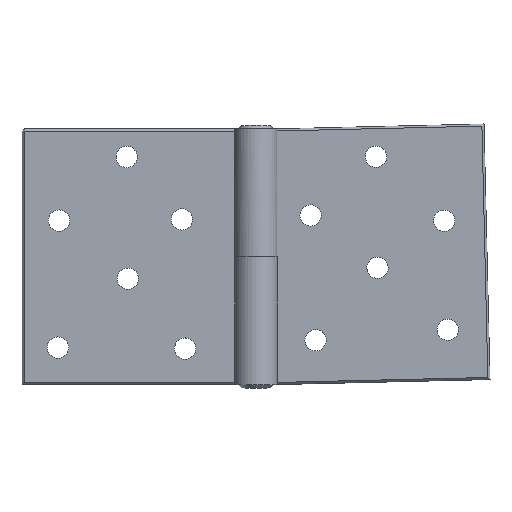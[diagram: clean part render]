
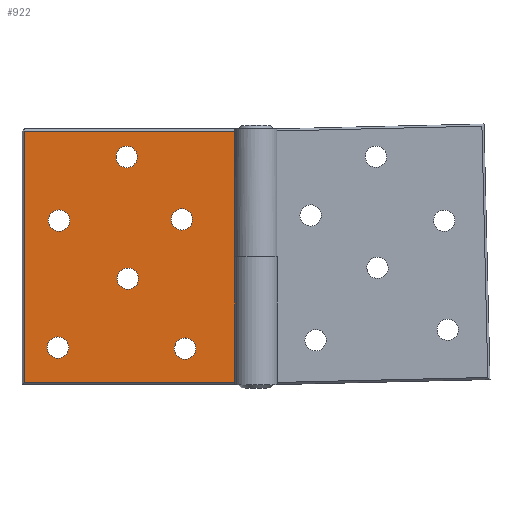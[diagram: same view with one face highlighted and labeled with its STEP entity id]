
A CAD part, top view. The second image highlights one B-rep face of the part: STEP entity #922.
In plain terms, the highlighted planar face has unit normal (0, 0, 1).
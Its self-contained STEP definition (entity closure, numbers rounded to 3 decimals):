
#55=FACE_BOUND('',#185,.T.);
#56=FACE_BOUND('',#186,.T.);
#57=FACE_BOUND('',#187,.T.);
#58=FACE_BOUND('',#188,.T.);
#59=FACE_BOUND('',#189,.T.);
#60=FACE_BOUND('',#190,.T.);
#83=CIRCLE('',#1016,2.5);
#84=CIRCLE('',#1017,2.5);
#85=CIRCLE('',#1018,2.5);
#86=CIRCLE('',#1019,2.5);
#87=CIRCLE('',#1020,2.5);
#88=CIRCLE('',#1021,2.5);
#131=FACE_OUTER_BOUND('',#184,.T.);
#184=EDGE_LOOP('',(#663,#664,#665,#666,#667));
#185=EDGE_LOOP('',(#668));
#186=EDGE_LOOP('',(#669));
#187=EDGE_LOOP('',(#670));
#188=EDGE_LOOP('',(#671));
#189=EDGE_LOOP('',(#672));
#190=EDGE_LOOP('',(#673));
#270=LINE('',#1418,#355);
#274=LINE('',#1427,#359);
#280=LINE('',#1439,#365);
#281=LINE('',#1442,#366);
#282=LINE('',#1443,#367);
#355=VECTOR('',#1132,10.);
#359=VECTOR('',#1140,10.);
#365=VECTOR('',#1150,10.);
#366=VECTOR('',#1153,10.);
#367=VECTOR('',#1154,10.);
#427=VERTEX_POINT('',#1389);
#436=VERTEX_POINT('',#1417);
#438=VERTEX_POINT('',#1423);
#443=VERTEX_POINT('',#1437);
#444=VERTEX_POINT('',#1441);
#445=VERTEX_POINT('',#1444);
#446=VERTEX_POINT('',#1446);
#447=VERTEX_POINT('',#1448);
#448=VERTEX_POINT('',#1450);
#449=VERTEX_POINT('',#1452);
#450=VERTEX_POINT('',#1454);
#518=EDGE_CURVE('',#436,#427,#270,.T.);
#523=EDGE_CURVE('',#427,#438,#274,.T.);
#529=EDGE_CURVE('',#443,#436,#280,.T.);
#530=EDGE_CURVE('',#444,#443,#281,.T.);
#531=EDGE_CURVE('',#438,#444,#282,.T.);
#532=EDGE_CURVE('',#445,#445,#83,.T.);
#533=EDGE_CURVE('',#446,#446,#84,.T.);
#534=EDGE_CURVE('',#447,#447,#85,.T.);
#535=EDGE_CURVE('',#448,#448,#86,.T.);
#536=EDGE_CURVE('',#449,#449,#87,.T.);
#537=EDGE_CURVE('',#450,#450,#88,.T.);
#663=ORIENTED_EDGE('',*,*,#523,.F.);
#664=ORIENTED_EDGE('',*,*,#518,.F.);
#665=ORIENTED_EDGE('',*,*,#529,.F.);
#666=ORIENTED_EDGE('',*,*,#530,.F.);
#667=ORIENTED_EDGE('',*,*,#531,.F.);
#668=ORIENTED_EDGE('',*,*,#532,.T.);
#669=ORIENTED_EDGE('',*,*,#533,.T.);
#670=ORIENTED_EDGE('',*,*,#534,.T.);
#671=ORIENTED_EDGE('',*,*,#535,.T.);
#672=ORIENTED_EDGE('',*,*,#536,.T.);
#673=ORIENTED_EDGE('',*,*,#537,.T.);
#888=PLANE('',#1015);
#922=ADVANCED_FACE('',(#131,#55,#56,#57,#58,#59,#60),#888,.T.);
#1015=AXIS2_PLACEMENT_3D('',#1440,#1151,#1152);
#1016=AXIS2_PLACEMENT_3D('',#1445,#1155,#1156);
#1017=AXIS2_PLACEMENT_3D('',#1447,#1157,#1158);
#1018=AXIS2_PLACEMENT_3D('',#1449,#1159,#1160);
#1019=AXIS2_PLACEMENT_3D('',#1451,#1161,#1162);
#1020=AXIS2_PLACEMENT_3D('',#1453,#1163,#1164);
#1021=AXIS2_PLACEMENT_3D('',#1455,#1165,#1166);
#1132=DIRECTION('',(0.,1.,0.));
#1140=DIRECTION('',(1.,0.,0.));
#1150=DIRECTION('',(-1.,0.,0.));
#1151=DIRECTION('center_axis',(0.,0.,1.));
#1152=DIRECTION('ref_axis',(-1.,0.,0.));
#1153=DIRECTION('',(0.,-1.,0.));
#1154=DIRECTION('',(0.,-1.,0.));
#1155=DIRECTION('center_axis',(0.,0.,-1.));
#1156=DIRECTION('ref_axis',(1.,0.,0.));
#1157=DIRECTION('center_axis',(0.,0.,-1.));
#1158=DIRECTION('ref_axis',(1.,0.,0.));
#1159=DIRECTION('center_axis',(0.,0.,-1.));
#1160=DIRECTION('ref_axis',(1.,0.,0.));
#1161=DIRECTION('center_axis',(0.,0.,-1.));
#1162=DIRECTION('ref_axis',(1.,0.,0.));
#1163=DIRECTION('center_axis',(0.,0.,-1.));
#1164=DIRECTION('ref_axis',(1.,0.,0.));
#1165=DIRECTION('center_axis',(0.,0.,-1.));
#1166=DIRECTION('ref_axis',(1.,0.,0.));
#1389=CARTESIAN_POINT('',(-54.417,-0.5,1.206));
#1417=CARTESIAN_POINT('',(-54.417,-59.5,1.206));
#1418=CARTESIAN_POINT('',(-54.417,0.,1.206));
#1423=CARTESIAN_POINT('',(-4.978,-0.5,1.206));
#1427=CARTESIAN_POINT('',(-17.447,-0.5,1.206));
#1437=CARTESIAN_POINT('',(-4.978,-59.5,1.206));
#1439=CARTESIAN_POINT('',(-17.447,-59.5,1.206));
#1440=CARTESIAN_POINT('Origin',(-4.978,0.,1.206));
#1441=CARTESIAN_POINT('',(-4.978,-30.,1.206));
#1442=CARTESIAN_POINT('',(-4.978,0.,1.206));
#1443=CARTESIAN_POINT('',(-4.978,0.,1.206));
#1444=CARTESIAN_POINT('',(-19.151,-51.567,1.206));
#1445=CARTESIAN_POINT('Origin',(-16.651,-51.567,1.206));
#1446=CARTESIAN_POINT('',(-48.724,-21.497,1.206));
#1447=CARTESIAN_POINT('Origin',(-46.224,-21.497,1.206));
#1448=CARTESIAN_POINT('',(-19.896,-21.248,1.206));
#1449=CARTESIAN_POINT('Origin',(-17.396,-21.248,1.206));
#1450=CARTESIAN_POINT('',(-48.973,-51.319,1.206));
#1451=CARTESIAN_POINT('Origin',(-46.473,-51.319,1.206));
#1452=CARTESIAN_POINT('',(-32.819,-6.586,1.206));
#1453=CARTESIAN_POINT('Origin',(-30.319,-6.586,1.206));
#1454=CARTESIAN_POINT('',(-32.571,-35.165,1.206));
#1455=CARTESIAN_POINT('Origin',(-30.071,-35.165,1.206));
